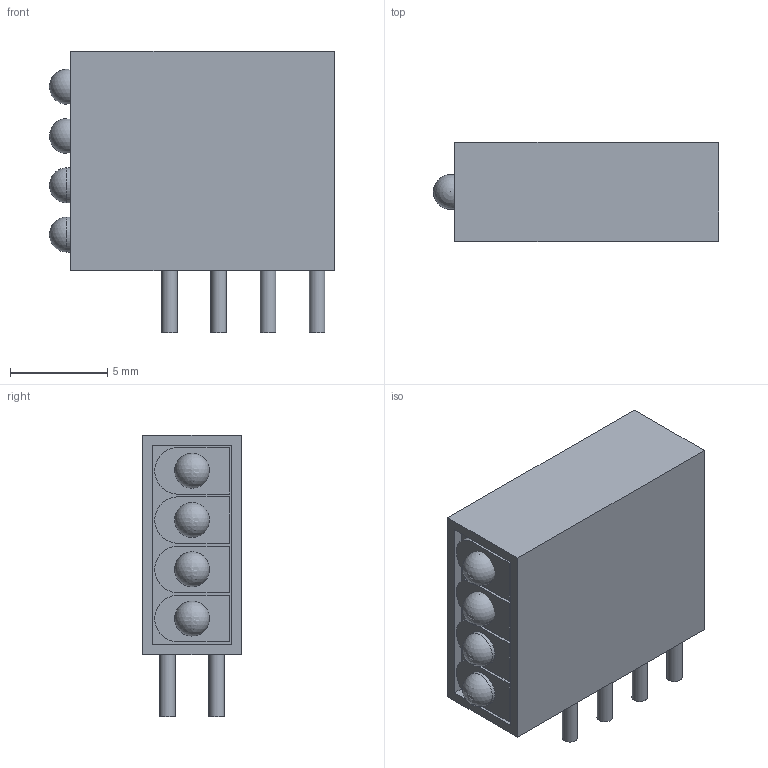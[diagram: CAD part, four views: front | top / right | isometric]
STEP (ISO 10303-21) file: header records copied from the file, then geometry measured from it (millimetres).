
FILE_DESCRIPTION(/* description */ (''),/* implementation_level */ '2;1');
FILE_NAME(/* name */ 'LED_BIVAR_H485CHHGGDL.stp',/* time_stamp */ '2015-11-13T10:54:32+01:00',/* author */ ('bcivel'),/* organization */ (''),/* preprocessor_version */ 'ST-DEVELOPER v15.5',/* originating_system */ 'AutoCAD Mechanical',/* authorisation */ '');
FILE_SCHEMA (('AUTOMOTIVE_DESIGN { 1 0 10303 214 3 1 1 }'));
Length unit declared in the file: millimetre
Products named in the file (3): AVE_RENDER; AVE_GLOBAL; Product
Bounding box: 14.7 x 5.1 x 14.5 mm (x, y, z)
Volume: 805.9 mm3; surface area: 792.9 mm2
Topology: 19 solids, 19 shells, 69 faces, 114 edges, 76 vertices
Faces by surface type: plane 51, cylinder 14, sphere 4
Full cylindrical faces by diameter (mm): 0.8 x8, 1.8 x2
Entity records: 1641 total; most frequent: DIRECTION 290, CARTESIAN_POINT 253, ORIENTED_EDGE 192, AXIS2_PLACEMENT_3D 113, EDGE_CURVE 96, EDGE_LOOP 80, VERTEX_POINT 76, FACE_OUTER_BOUND 69
